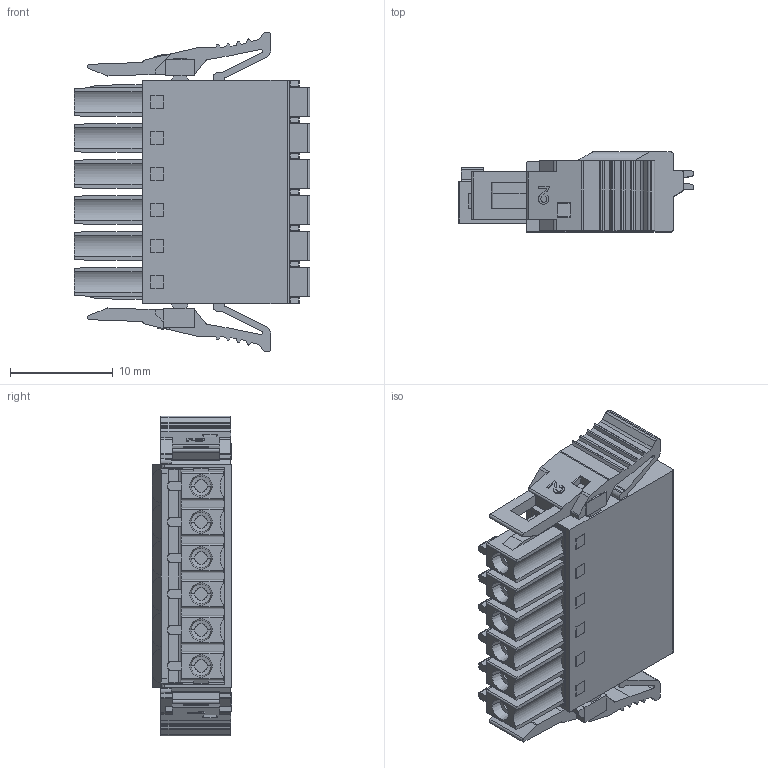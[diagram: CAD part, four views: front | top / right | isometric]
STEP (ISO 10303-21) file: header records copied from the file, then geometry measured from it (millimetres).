
FILE_DESCRIPTION((''),'2;1');
FILE_NAME('TLPSL-007-06P-X','2024-09-27T',('sheji'),(''),'PRO/ENGINEER BY PARAMETRIC TECHNOLOGY CORPORATION, 2015240','PRO/ENGINEER BY PARAMETRIC TECHNOLOGY CORPORATION, 2015240','');
FILE_SCHEMA(('CONFIG_CONTROL_DESIGN'));
Length unit declared in the file: millimetre
Products named in the file (1): TLPSL-007-06P-X
Bounding box: 22.9 x 7.75 x 31.1 mm (x, y, z)
Volume: 2866.8 mm3; surface area: 3148.5 mm2
Topology: 1 solids, 5 shells, 907 faces, 2494 edges, 1632 vertices
Faces by surface type: plane 570, cylinder 257, cone 48, extrusion 20, torus 12
Entity records: 29348 total; most frequent: CARTESIAN_POINT 6006, ORIENTED_EDGE 4988, DIRECTION 4671, EDGE_CURVE 2494, VECTOR 1831, LINE 1811, VERTEX_POINT 1632, AXIS2_PLACEMENT_3D 1420
